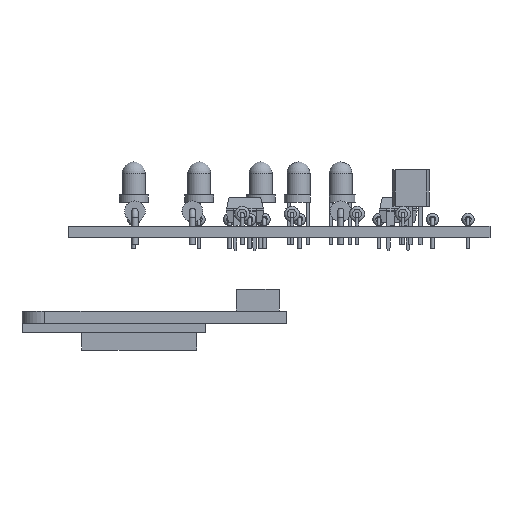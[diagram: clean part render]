
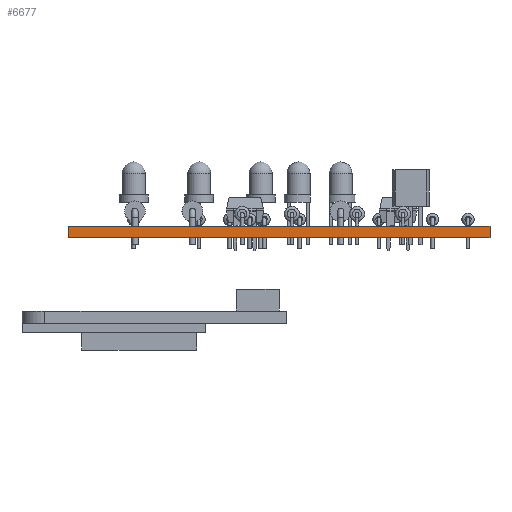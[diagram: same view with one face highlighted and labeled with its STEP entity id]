
A CAD part, front view. The second image highlights one B-rep face of the part: STEP entity #6677.
In plain terms, the highlighted planar face has unit normal (0, -1, 0).
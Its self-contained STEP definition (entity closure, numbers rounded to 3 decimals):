
#6677 = ADVANCED_FACE('',(#6678),#6712,.T.);
#6678 = FACE_BOUND('',#6679,.T.);
#6679 = EDGE_LOOP('',(#6680,#6690,#6698,#6706));
#6680 = ORIENTED_EDGE('',*,*,#6681,.T.);
#6681 = EDGE_CURVE('',#6682,#6684,#6686,.T.);
#6682 = VERTEX_POINT('',#6683);
#6683 = CARTESIAN_POINT('',(141.5,-163.,0.));
#6684 = VERTEX_POINT('',#6685);
#6685 = CARTESIAN_POINT('',(141.5,-163.,1.51));
#6686 = LINE('',#6687,#6688);
#6687 = CARTESIAN_POINT('',(141.5,-163.,0.));
#6688 = VECTOR('',#6689,1.);
#6689 = DIRECTION('',(0.,0.,1.));
#6690 = ORIENTED_EDGE('',*,*,#6691,.T.);
#6691 = EDGE_CURVE('',#6684,#6692,#6694,.T.);
#6692 = VERTEX_POINT('',#6693);
#6693 = CARTESIAN_POINT('',(86.5,-163.,1.51));
#6694 = LINE('',#6695,#6696);
#6695 = CARTESIAN_POINT('',(141.5,-163.,1.51));
#6696 = VECTOR('',#6697,1.);
#6697 = DIRECTION('',(-1.,0.,0.));
#6698 = ORIENTED_EDGE('',*,*,#6699,.F.);
#6699 = EDGE_CURVE('',#6700,#6692,#6702,.T.);
#6700 = VERTEX_POINT('',#6701);
#6701 = CARTESIAN_POINT('',(86.5,-163.,0.));
#6702 = LINE('',#6703,#6704);
#6703 = CARTESIAN_POINT('',(86.5,-163.,0.));
#6704 = VECTOR('',#6705,1.);
#6705 = DIRECTION('',(0.,0.,1.));
#6706 = ORIENTED_EDGE('',*,*,#6707,.F.);
#6707 = EDGE_CURVE('',#6682,#6700,#6708,.T.);
#6708 = LINE('',#6709,#6710);
#6709 = CARTESIAN_POINT('',(141.5,-163.,0.));
#6710 = VECTOR('',#6711,1.);
#6711 = DIRECTION('',(-1.,0.,0.));
#6712 = PLANE('',#6713);
#6713 = AXIS2_PLACEMENT_3D('',#6714,#6715,#6716);
#6714 = CARTESIAN_POINT('',(141.5,-163.,0.));
#6715 = DIRECTION('',(0.,-1.,0.));
#6716 = DIRECTION('',(-1.,0.,0.));
